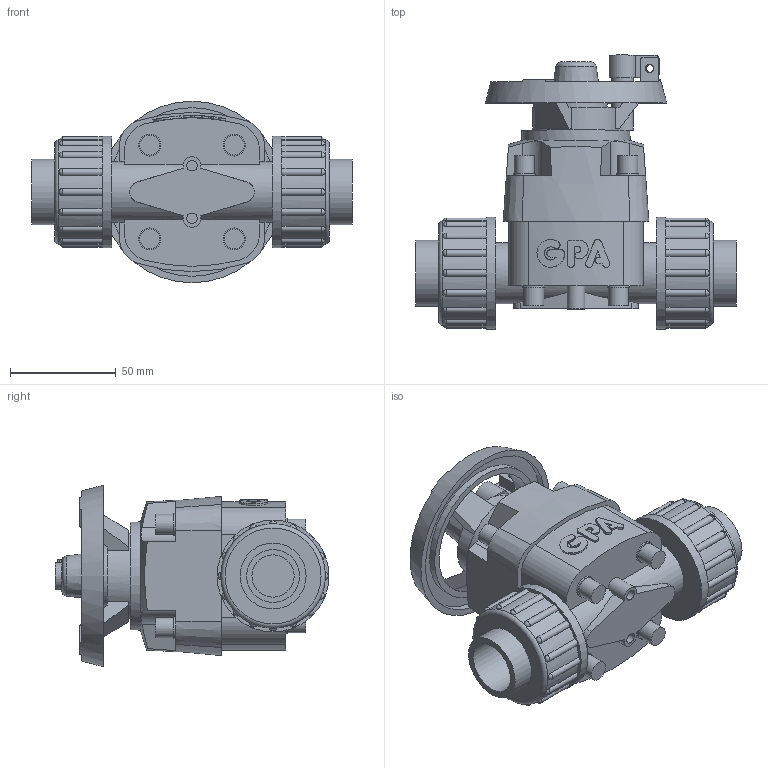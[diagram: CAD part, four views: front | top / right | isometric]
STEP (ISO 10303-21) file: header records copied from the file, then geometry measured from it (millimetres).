
FILE_DESCRIPTION(/* description */ ('PVC Diaphragm Valve with EPDM diaphragm and PVC Sockets, Ø25/DN20 , PN10'),/* implementation_level */ '2;1');
FILE_NAME(/* name */ 'T4UIU-E-025',/* time_stamp */ '2022-08-04T16:52:02+02:00',/* author */ ('COAB Solutions'),/* organization */ ('GPA Flowsystem'),/* preprocessor_version */ 'ST-DEVELOPER v18.1',/* originating_system */ 'www.coabsolutions.com',/* authorisation */ 'unknown authorization');
FILE_SCHEMA (('AUTOMOTIVE_DESIGN { 1 0 10303 214 3 1 1 }'));
Length unit declared in the file: millimetre
Products named in the file (1): T4UIU-E-025
Bounding box: 152 x 129.8 x 86 mm (x, y, z)
Volume: 454808.9 mm3; surface area: 81145.1 mm2
Topology: 1 solids, 4 shells, 338 faces, 849 edges, 553 vertices
Faces by surface type: plane 156, cylinder 116, sphere 32, bspline 21, cone 9, torus 4
Full cylindrical faces by diameter (mm): 3.583 x1, 4.095 x1, 5 x2, 5.12 x14, 9.481 x8, 10.24 x1, 10.43 x8, 20 x4, 25 x2, 28.9 x2, 29.44 x1, 31.23 x2, 31.25 x2, 42.93 x2, 49.467 x2, 51.2 x1, 53 x2, 61.429 x1, 67.571 x1, 79.857 x1
Entity records: 11628 total; most frequent: CARTESIAN_POINT 3144, DIRECTION 1761, ORIENTED_EDGE 1698, EDGE_CURVE 849, AXIS2_PLACEMENT_3D 705, VERTEX_POINT 553, EDGE_LOOP 382, CIRCLE 376
